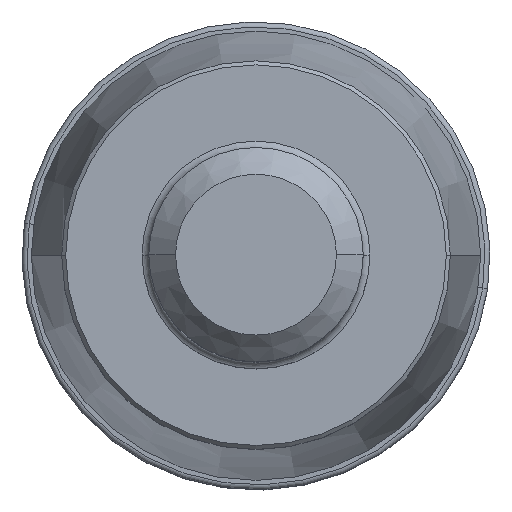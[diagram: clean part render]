
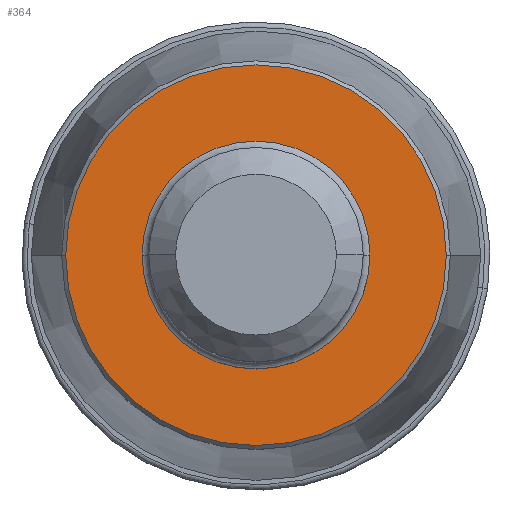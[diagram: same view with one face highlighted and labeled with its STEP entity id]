
A CAD part, top view. The second image highlights one B-rep face of the part: STEP entity #364.
In plain terms, the highlighted planar face has unit normal (0, 0, 1).
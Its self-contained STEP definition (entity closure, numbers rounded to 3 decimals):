
#364=ADVANCED_FACE('',(#395,#396),#389,.F.);
#389=PLANE('',#2194);
#395=FACE_BOUND('',#492,.T.);
#396=FACE_BOUND('',#493,.T.);
#492=EDGE_LOOP('',(#925,#926));
#493=EDGE_LOOP('',(#927,#928));
#925=ORIENTED_EDGE('',*,*,#1335,.T.);
#926=ORIENTED_EDGE('',*,*,#1338,.T.);
#927=ORIENTED_EDGE('',*,*,#1339,.T.);
#928=ORIENTED_EDGE('',*,*,#1340,.T.);
#1111=VERTEX_POINT('',#4135);
#1112=VERTEX_POINT('',#4136);
#1113=VERTEX_POINT('',#4143);
#1114=VERTEX_POINT('',#4144);
#1335=EDGE_CURVE('',#1111,#1112,#1595,.T.);
#1338=EDGE_CURVE('',#1112,#1111,#1596,.T.);
#1339=EDGE_CURVE('',#1113,#1114,#1597,.T.);
#1340=EDGE_CURVE('',#1114,#1113,#1598,.T.);
#1595=CIRCLE('',#2188,14.2);
#1596=CIRCLE('',#2190,14.2);
#1597=CIRCLE('',#2192,8.3);
#1598=CIRCLE('',#2193,8.3);
#2188=AXIS2_PLACEMENT_3D('',#4134,#2783,#2784);
#2190=AXIS2_PLACEMENT_3D('',#4140,#2789,#2790);
#2192=AXIS2_PLACEMENT_3D('',#4142,#2793,#2794);
#2193=AXIS2_PLACEMENT_3D('',#4145,#2795,#2796);
#2194=AXIS2_PLACEMENT_3D('',#4146,#2797,#2798);
#2783=DIRECTION('',(0.,0.,1.));
#2784=DIRECTION('',(1.,0.,0.));
#2789=DIRECTION('',(0.,0.,1.));
#2790=DIRECTION('',(-1.,0.,0.));
#2793=DIRECTION('',(0.,0.,-1.));
#2794=DIRECTION('',(1.,0.,0.));
#2795=DIRECTION('',(0.,0.,-1.));
#2796=DIRECTION('',(-1.,0.,0.));
#2797=DIRECTION('',(0.,0.,-1.));
#2798=DIRECTION('',(1.,0.,0.));
#4134=CARTESIAN_POINT('',(0.,0.,0.));
#4135=CARTESIAN_POINT('',(14.2,0.,0.));
#4136=CARTESIAN_POINT('',(-14.2,0.,0.));
#4140=CARTESIAN_POINT('',(0.,0.,0.));
#4142=CARTESIAN_POINT('',(0.,0.,0.));
#4143=CARTESIAN_POINT('',(8.3,0.,0.));
#4144=CARTESIAN_POINT('',(-8.3,0.,0.));
#4145=CARTESIAN_POINT('',(0.,0.,0.));
#4146=CARTESIAN_POINT('',(0.,0.,0.));
